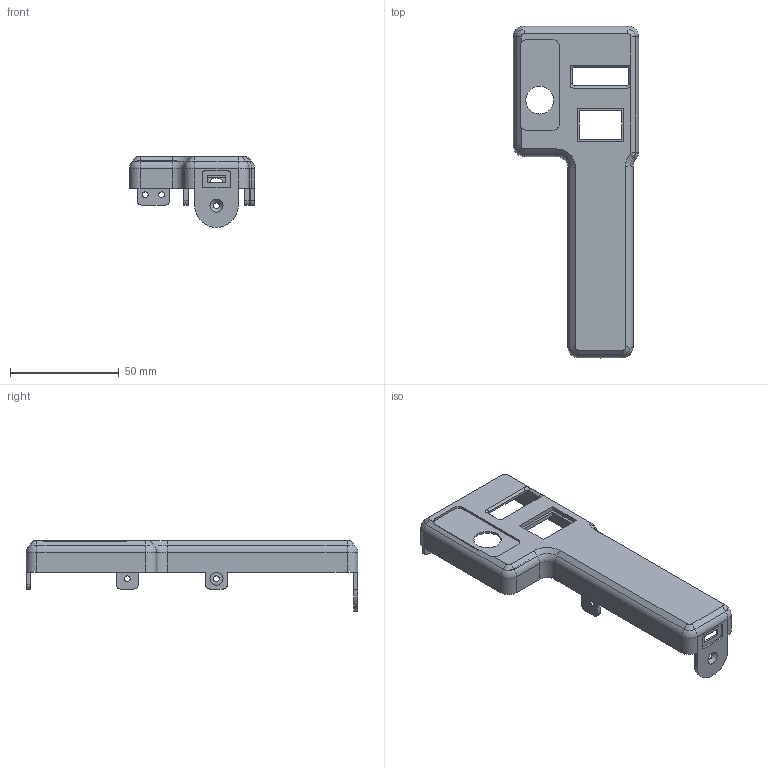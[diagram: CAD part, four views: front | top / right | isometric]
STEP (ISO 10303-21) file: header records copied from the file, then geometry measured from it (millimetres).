
FILE_DESCRIPTION(/* description */ (''),/* implementation_level */ '2;1');
FILE_NAME(/* name */ 'upper_receiver.stp',/* time_stamp */ '2020-07-13T09:20:36-04:00',/* author */ ('Paul D''Angio'),/* organization */ ('DARPA'),/* preprocessor_version */ 'ST-DEVELOPER v17.2',/* originating_system */ 'Autodesk Inventor 2019',/* authorisation */ '');
FILE_SCHEMA (('AUTOMOTIVE_DESIGN { 1 0 10303 214 3 1 1 }'));
Length unit declared in the file: millimetre
Products named in the file (1): Upper Reciever V2
Bounding box: 57.5 x 152.5 x 32.5 mm (x, y, z)
Volume: 32665.3 mm3; surface area: 22585.1 mm2
Topology: 1 solids, 1 shells, 210 faces, 578 edges, 374 vertices
Faces by surface type: plane 124, cylinder 64, cone 14, sphere 6, torus 2
Full cylindrical faces by diameter (mm): 1.93 x4, 2.65 x6, 12.75 x1
Entity records: 6786 total; most frequent: CARTESIAN_POINT 1226, DIRECTION 1159, ORIENTED_EDGE 1156, EDGE_CURVE 578, LINE 405, VECTOR 405, AXIS2_PLACEMENT_3D 377, VERTEX_POINT 374
